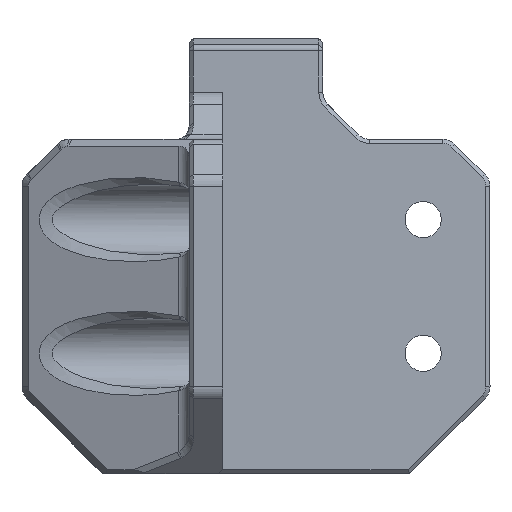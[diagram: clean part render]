
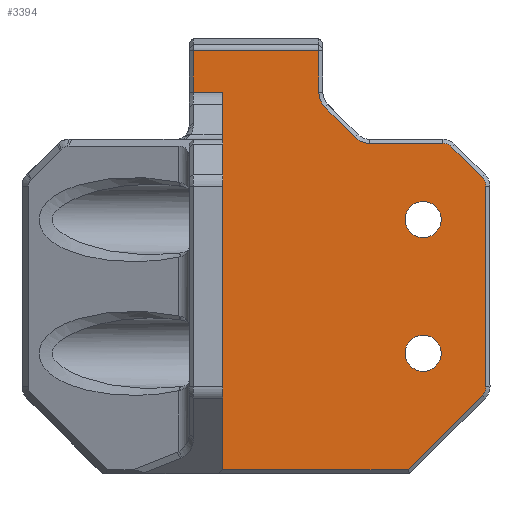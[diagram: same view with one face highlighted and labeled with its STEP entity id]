
A CAD part, left-side view. The second image highlights one B-rep face of the part: STEP entity #3394.
In plain terms, the highlighted planar face has unit normal (-1, 0, 0).
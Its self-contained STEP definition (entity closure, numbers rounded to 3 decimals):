
#63=FACE_BOUND('',#567,.T.);
#64=FACE_BOUND('',#568,.T.);
#208=PLANE('',#3651);
#360=FACE_OUTER_BOUND('',#566,.T.);
#566=EDGE_LOOP('',(#2525,#2526,#2527,#2528,#2529,#2530,#2531,#2532,#2533,
#2534,#2535,#2536,#2537,#2538,#2539,#2540));
#567=EDGE_LOOP('',(#2541));
#568=EDGE_LOOP('',(#2542));
#798=LINE('',#5000,#1105);
#813=LINE('',#5042,#1120);
#819=LINE('',#5057,#1126);
#821=LINE('',#5066,#1128);
#827=LINE('',#5081,#1134);
#831=LINE('',#5093,#1138);
#834=LINE('',#5102,#1141);
#844=LINE('',#5127,#1151);
#845=LINE('',#5129,#1152);
#846=LINE('',#5131,#1153);
#847=LINE('',#5132,#1154);
#1105=VECTOR('',#3998,10.);
#1120=VECTOR('',#4039,10.);
#1126=VECTOR('',#4053,10.);
#1128=VECTOR('',#4063,10.);
#1134=VECTOR('',#4077,10.);
#1138=VECTOR('',#4089,10.);
#1141=VECTOR('',#4100,10.);
#1151=VECTOR('',#4128,10.);
#1152=VECTOR('',#4129,10.);
#1153=VECTOR('',#4130,10.);
#1154=VECTOR('',#4131,10.);
#1374=CIRCLE('',#3625,3.1);
#1376=CIRCLE('',#3629,3.1);
#1378=CIRCLE('',#3633,1.9);
#1380=CIRCLE('',#3637,1.9);
#1382=CIRCLE('',#3641,1.9);
#1385=CIRCLE('',#3652,2.7);
#1386=CIRCLE('',#3653,2.7);
#1523=VERTEX_POINT('',#4997);
#1524=VERTEX_POINT('',#4999);
#1536=VERTEX_POINT('',#5035);
#1538=VERTEX_POINT('',#5041);
#1540=VERTEX_POINT('',#5047);
#1542=VERTEX_POINT('',#5053);
#1544=VERTEX_POINT('',#5059);
#1546=VERTEX_POINT('',#5065);
#1548=VERTEX_POINT('',#5071);
#1550=VERTEX_POINT('',#5077);
#1552=VERTEX_POINT('',#5083);
#1554=VERTEX_POINT('',#5089);
#1556=VERTEX_POINT('',#5095);
#1563=VERTEX_POINT('',#5126);
#1564=VERTEX_POINT('',#5128);
#1565=VERTEX_POINT('',#5130);
#1566=VERTEX_POINT('',#5133);
#1567=VERTEX_POINT('',#5135);
#1865=EDGE_CURVE('',#1523,#1524,#798,.T.);
#1886=EDGE_CURVE('',#1536,#1538,#813,.T.);
#1891=EDGE_CURVE('',#1538,#1540,#1374,.T.);
#1894=EDGE_CURVE('',#1540,#1542,#819,.T.);
#1897=EDGE_CURVE('',#1542,#1544,#1376,.T.);
#1898=EDGE_CURVE('',#1544,#1546,#821,.T.);
#1903=EDGE_CURVE('',#1546,#1548,#1378,.T.);
#1906=EDGE_CURVE('',#1548,#1550,#827,.T.);
#1909=EDGE_CURVE('',#1550,#1552,#1380,.T.);
#1912=EDGE_CURVE('',#1552,#1554,#831,.T.);
#1915=EDGE_CURVE('',#1554,#1556,#1382,.T.);
#1917=EDGE_CURVE('',#1556,#1523,#834,.T.);
#1929=EDGE_CURVE('',#1563,#1536,#844,.T.);
#1930=EDGE_CURVE('',#1564,#1563,#845,.T.);
#1931=EDGE_CURVE('',#1565,#1564,#846,.T.);
#1932=EDGE_CURVE('',#1565,#1524,#847,.T.);
#1933=EDGE_CURVE('',#1566,#1566,#1385,.T.);
#1934=EDGE_CURVE('',#1567,#1567,#1386,.T.);
#2525=ORIENTED_EDGE('',*,*,#1865,.F.);
#2526=ORIENTED_EDGE('',*,*,#1917,.F.);
#2527=ORIENTED_EDGE('',*,*,#1915,.F.);
#2528=ORIENTED_EDGE('',*,*,#1912,.F.);
#2529=ORIENTED_EDGE('',*,*,#1909,.F.);
#2530=ORIENTED_EDGE('',*,*,#1906,.F.);
#2531=ORIENTED_EDGE('',*,*,#1903,.F.);
#2532=ORIENTED_EDGE('',*,*,#1898,.F.);
#2533=ORIENTED_EDGE('',*,*,#1897,.F.);
#2534=ORIENTED_EDGE('',*,*,#1894,.F.);
#2535=ORIENTED_EDGE('',*,*,#1891,.F.);
#2536=ORIENTED_EDGE('',*,*,#1886,.F.);
#2537=ORIENTED_EDGE('',*,*,#1929,.F.);
#2538=ORIENTED_EDGE('',*,*,#1930,.F.);
#2539=ORIENTED_EDGE('',*,*,#1931,.F.);
#2540=ORIENTED_EDGE('',*,*,#1932,.T.);
#2541=ORIENTED_EDGE('',*,*,#1933,.T.);
#2542=ORIENTED_EDGE('',*,*,#1934,.T.);
#3394=ADVANCED_FACE('',(#360,#63,#64),#208,.F.);
#3625=AXIS2_PLACEMENT_3D('',#5051,#4047,#4048);
#3629=AXIS2_PLACEMENT_3D('',#5063,#4059,#4060);
#3633=AXIS2_PLACEMENT_3D('',#5075,#4071,#4072);
#3637=AXIS2_PLACEMENT_3D('',#5087,#4083,#4084);
#3641=AXIS2_PLACEMENT_3D('',#5099,#4095,#4096);
#3651=AXIS2_PLACEMENT_3D('',#5125,#4126,#4127);
#3652=AXIS2_PLACEMENT_3D('',#5134,#4132,#4133);
#3653=AXIS2_PLACEMENT_3D('',#5136,#4134,#4135);
#3998=DIRECTION('',(0.,1.,0.));
#4039=DIRECTION('',(0.,0.,-1.));
#4047=DIRECTION('center_axis',(-1.,0.,0.));
#4048=DIRECTION('ref_axis',(0.,0.924,-0.383));
#4053=DIRECTION('',(0.,-0.707,-0.707));
#4059=DIRECTION('center_axis',(-1.,0.,0.));
#4060=DIRECTION('ref_axis',(0.,0.383,-0.924));
#4063=DIRECTION('',(0.,-1.,0.));
#4071=DIRECTION('center_axis',(1.,0.,0.));
#4072=DIRECTION('ref_axis',(0.,-0.383,0.924));
#4077=DIRECTION('',(0.,-0.707,-0.707));
#4083=DIRECTION('center_axis',(1.,0.,0.));
#4084=DIRECTION('ref_axis',(0.,-0.924,0.383));
#4089=DIRECTION('',(0.,0.,-1.));
#4095=DIRECTION('center_axis',(1.,0.,0.));
#4096=DIRECTION('ref_axis',(0.,-0.383,0.924));
#4100=DIRECTION('',(0.,0.707,-0.707));
#4126=DIRECTION('center_axis',(1.,0.,0.));
#4127=DIRECTION('ref_axis',(0.,0.,1.));
#4128=DIRECTION('',(0.,-1.,0.));
#4129=DIRECTION('',(0.,0.,1.));
#4130=DIRECTION('',(0.,1.,0.));
#4131=DIRECTION('',(0.,0.,-1.));
#4132=DIRECTION('center_axis',(1.,0.,0.));
#4133=DIRECTION('ref_axis',(0.,0.,1.));
#4134=DIRECTION('center_axis',(1.,0.,0.));
#4135=DIRECTION('ref_axis',(0.,0.,1.));
#4997=CARTESIAN_POINT('',(0.,-12.751,0.6));
#4999=CARTESIAN_POINT('',(0.,15.,0.6));
#5000=CARTESIAN_POINT('',(0.,15.,0.6));
#5035=CARTESIAN_POINT('',(0.,0.6,63.288));
#5041=CARTESIAN_POINT('',(0.,0.6,57.036));
#5042=CARTESIAN_POINT('',(0.,0.6,33.379));
#5047=CARTESIAN_POINT('',(0.,-0.308,54.844));
#5051=CARTESIAN_POINT('Origin',(0.,-2.5,
57.036));
#5053=CARTESIAN_POINT('',(0.,-4.844,50.308));
#5057=CARTESIAN_POINT('',(0.,6.613,61.765));
#5059=CARTESIAN_POINT('',(0.,-7.036,49.4));
#5063=CARTESIAN_POINT('Origin',(0.,-7.036,
52.5));
#5065=CARTESIAN_POINT('',(0.,-17.964,49.4));
#5066=CARTESIAN_POINT('',(0.,-2.5,49.4));
#5071=CARTESIAN_POINT('',(0.,-19.308,48.844));
#5075=CARTESIAN_POINT('Origin',(0.,-17.964,47.5));
#5077=CARTESIAN_POINT('',(0.,-23.844,44.308));
#5081=CARTESIAN_POINT('',(0.,-6.136,62.015));
#5083=CARTESIAN_POINT('',(0.,-24.4,42.964));
#5087=CARTESIAN_POINT('Origin',(0.,-22.5,
42.964));
#5089=CARTESIAN_POINT('',(0.,-24.4,13.036));
#5093=CARTESIAN_POINT('',(0.,-24.4,33.379));
#5095=CARTESIAN_POINT('',(0.,-23.844,11.692));
#5099=CARTESIAN_POINT('Origin',(0.,-22.5,
13.036));
#5102=CARTESIAN_POINT('',(0.,-24.015,11.864));
#5125=CARTESIAN_POINT('Origin',(0.,20.,66.757));
#5126=CARTESIAN_POINT('',(0.,19.4,63.288));
#5127=CARTESIAN_POINT('',(0.,20.,63.288));
#5128=CARTESIAN_POINT('',(0.,19.4,57.036));
#5129=CARTESIAN_POINT('',(0.,19.4,33.379));
#5130=CARTESIAN_POINT('',(0.,15.,57.036));
#5131=CARTESIAN_POINT('',(0.,20.,57.036));
#5132=CARTESIAN_POINT('',(0.,15.,49.699));
#5133=CARTESIAN_POINT('',(0.,-15.,35.3));
#5134=CARTESIAN_POINT('Origin',(0.,-15.,
38.));
#5135=CARTESIAN_POINT('',(0.,-15.,15.3));
#5136=CARTESIAN_POINT('Origin',(0.,-15.,
18.));
